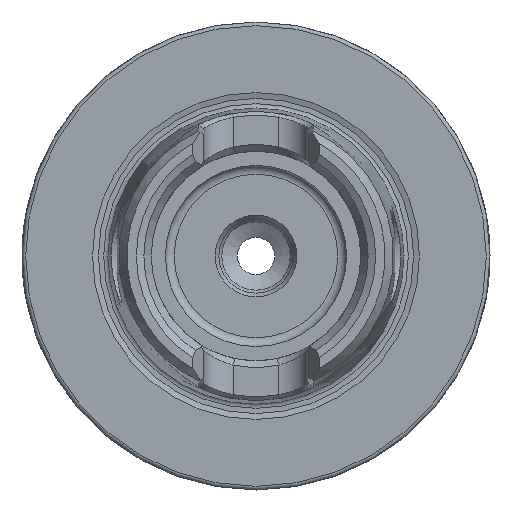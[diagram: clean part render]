
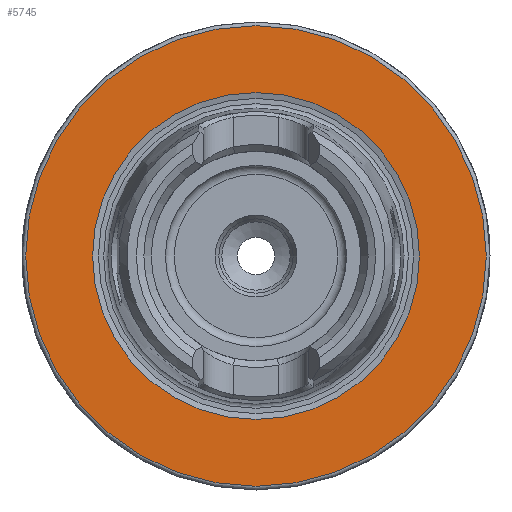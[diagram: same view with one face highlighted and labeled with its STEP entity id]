
A CAD part, left-side view. The second image highlights one B-rep face of the part: STEP entity #5745.
In plain terms, the highlighted planar face has unit normal (-1, 0, 0).
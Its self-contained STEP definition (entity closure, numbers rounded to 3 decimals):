
#5711=CARTESIAN_POINT('',(0.0,22.,0.0));
#5712=VERTEX_POINT('',#5711);
#5713=CARTESIAN_POINT('',(0.0,0.,0.0));
#5714=DIRECTION('',(1.0,0.0,0.0));
#5715=DIRECTION('',(0.0,1.0,0.0));
#5716=AXIS2_PLACEMENT_3D('',#5713,#5714,#5715);
#5717=CIRCLE('',#5716,22.);
#5718=EDGE_CURVE('',#5712,#5712,#5717,.T.);
#5726=CARTESIAN_POINT('',(0.0,26.5,0.0));
#5727=DIRECTION('',(-1.0,0.0,0.0));
#5728=DIRECTION('',(0.0,0.0,1.0));
#5729=AXIS2_PLACEMENT_3D('',#5726,#5727,#5728);
#5730=PLANE('',#5729);
#5731=CARTESIAN_POINT('',(0.0,31.,0.0));
#5732=VERTEX_POINT('',#5731);
#5733=CARTESIAN_POINT('',(0.0,0.,0.0));
#5734=DIRECTION('',(1.0,0.0,0.0));
#5735=DIRECTION('',(0.0,1.0,0.0));
#5736=AXIS2_PLACEMENT_3D('',#5733,#5734,#5735);
#5737=CIRCLE('',#5736,31.);
#5738=EDGE_CURVE('',#5732,#5732,#5737,.T.);
#5739=ORIENTED_EDGE('',*,*,#5738,.F.);
#5740=EDGE_LOOP('',(#5739));
#5741=FACE_OUTER_BOUND('',#5740,.T.);
#5742=ORIENTED_EDGE('',*,*,#5718,.T.);
#5743=EDGE_LOOP('',(#5742));
#5744=FACE_BOUND('',#5743,.T.);
#5745=ADVANCED_FACE('',(#5741,#5744),#5730,.T.);
